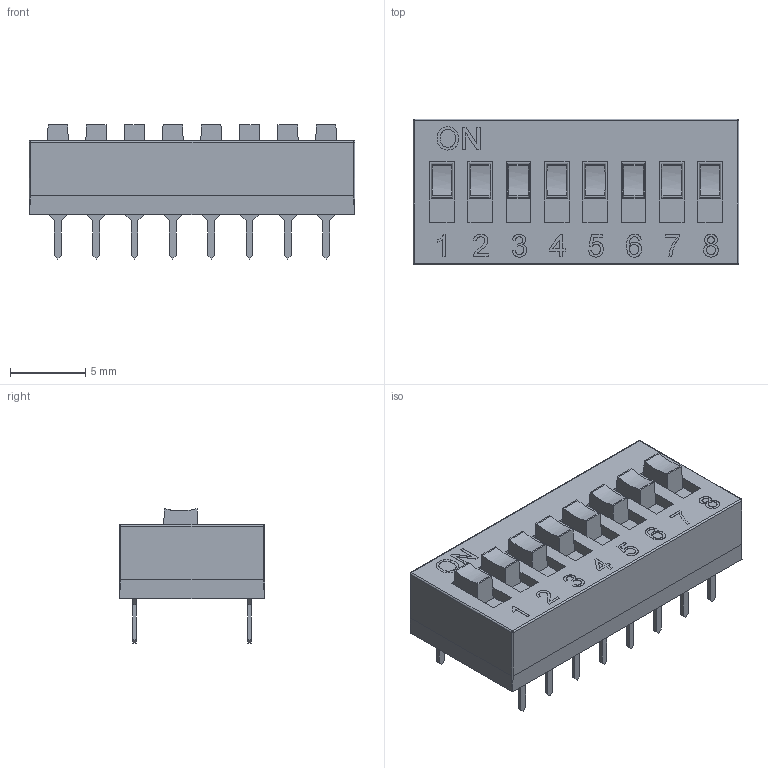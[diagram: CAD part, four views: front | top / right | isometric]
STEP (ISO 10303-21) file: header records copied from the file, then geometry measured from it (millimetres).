
FILE_DESCRIPTION((' '),'2;1');
FILE_NAME( 'SW-NDS-08V.stp', '2022-09-02T17:08:29', (' '), ('--- Datakit www.datakit.com---'), ' Datakit CrossCadWare V2022.3 Jun 15 2022', 'DATAKIT 2022 (c)', ' ');
FILE_SCHEMA(('AP242_MANAGED_MODEL_BASED_3D_ENGINEERING_MIM_LF { 1 0 10303 442 1 1 4 }'));
Length unit declared in the file: millimetre
Products named in the file (1): SW-NDS-08V
Bounding box: 21.59 x 9.65 x 8.88 mm (x, y, z)
Volume: 1028.6 mm3; surface area: 952.8 mm2
Topology: 1 solids, 1 shells, 386 faces, 1003 edges, 662 vertices
Faces by surface type: plane 290, extrusion 76, cylinder 16, sphere 4
Entity records: 15103 total; most frequent: CARTESIAN_POINT 5600, ORIENTED_EDGE 1998, DIRECTION 1585, EDGE_CURVE 999, VECTOR 883, LINE 807, VERTEX_POINT 662, EDGE_LOOP 433
